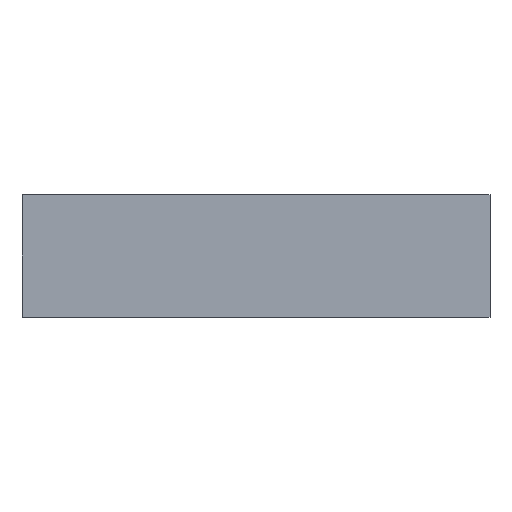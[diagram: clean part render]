
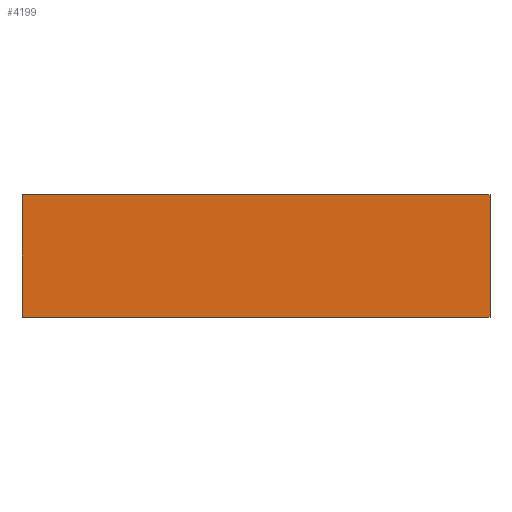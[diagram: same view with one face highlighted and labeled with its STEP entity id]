
A CAD part, front view. The second image highlights one B-rep face of the part: STEP entity #4199.
In plain terms, the highlighted planar face has unit normal (0, -1, 0).
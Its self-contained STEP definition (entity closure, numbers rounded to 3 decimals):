
#274 = VERTEX_POINT ( 'NONE', #971 ) ;
#971 = CARTESIAN_POINT ( 'NONE',  ( 248., -15., -65. ) ) ;
#4199 = ADVANCED_FACE ( 'NONE', ( #7037 ), #6689, .T. ) ;
#4207 = ORIENTED_EDGE ( 'NONE', *, *, #9358, .T. ) ;
#4718 = ORIENTED_EDGE ( 'NONE', *, *, #16133, .T. ) ;
#4768 = LINE ( 'NONE', #31848, #6075 ) ;
#5096 = VERTEX_POINT ( 'NONE', #28798 ) ;
#6075 = VECTOR ( 'NONE', #23245, 1000. ) ;
#6425 = DIRECTION ( 'NONE',  ( 0., 0., -1. ) ) ;
#6689 = PLANE ( 'NONE',  #29421 ) ;
#7037 = FACE_OUTER_BOUND ( 'NONE', #26372, .T. ) ;
#7438 = VERTEX_POINT ( 'NONE', #26827 ) ;
#8773 = VERTEX_POINT ( 'NONE', #14097 ) ;
#8986 = ORIENTED_EDGE ( 'NONE', *, *, #12439, .T. ) ;
#9154 = LINE ( 'NONE', #12726, #20792 ) ;
#9285 = CARTESIAN_POINT ( 'NONE',  ( -248., -15., 65. ) ) ;
#9358 = EDGE_CURVE ( 'NONE', #7438, #8773, #9154, .T. ) ;
#10299 = LINE ( 'NONE', #13342, #16248 ) ;
#12439 = EDGE_CURVE ( 'NONE', #274, #7438, #4768, .T. ) ;
#12726 = CARTESIAN_POINT ( 'NONE',  ( -248., -15., 65. ) ) ;
#13342 = CARTESIAN_POINT ( 'NONE',  ( -248., -15., -65. ) ) ;
#14097 = CARTESIAN_POINT ( 'NONE',  ( -248., -15., 65. ) ) ;
#16133 = EDGE_CURVE ( 'NONE', #5096, #274, #10299, .T. ) ;
#16248 = VECTOR ( 'NONE', #18564, 1000. ) ;
#17401 = EDGE_CURVE ( 'NONE', #8773, #5096, #25084, .T. ) ;
#17995 = DIRECTION ( 'NONE',  ( 0., 0., -1. ) ) ;
#18564 = DIRECTION ( 'NONE',  ( 1., 0., 0. ) ) ;
#20792 = VECTOR ( 'NONE', #20806, 1000. ) ;
#20806 = DIRECTION ( 'NONE',  ( -1., 0., 0. ) ) ;
#23245 = DIRECTION ( 'NONE',  ( 0., 0., 1. ) ) ;
#23508 = ORIENTED_EDGE ( 'NONE', *, *, #17401, .T. ) ;
#25084 = LINE ( 'NONE', #9285, #25392 ) ;
#25392 = VECTOR ( 'NONE', #6425, 1000. ) ;
#26372 = EDGE_LOOP ( 'NONE', ( #23508, #4718, #8986, #4207 ) ) ;
#26827 = CARTESIAN_POINT ( 'NONE',  ( 248., -15., 65. ) ) ;
#28403 = DIRECTION ( 'NONE',  ( 0., -1., 0. ) ) ;
#28798 = CARTESIAN_POINT ( 'NONE',  ( -248., -15., -65. ) ) ;
#29421 = AXIS2_PLACEMENT_3D ( 'NONE', #34477, #28403, #17995 ) ;
#31848 = CARTESIAN_POINT ( 'NONE',  ( 248., -15., 65. ) ) ;
#34477 = CARTESIAN_POINT ( 'NONE',  ( 0., -15., 0. ) ) ;
